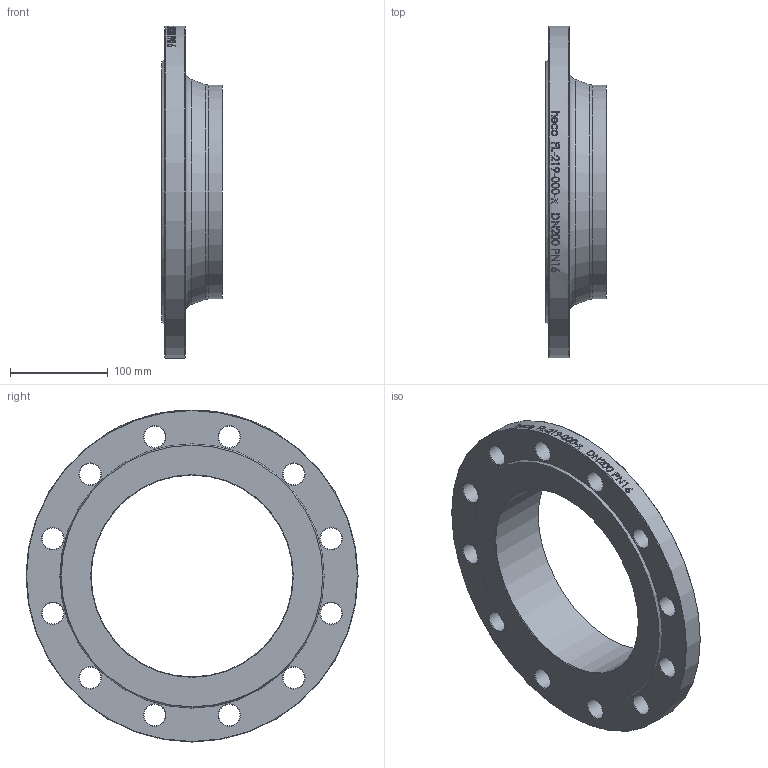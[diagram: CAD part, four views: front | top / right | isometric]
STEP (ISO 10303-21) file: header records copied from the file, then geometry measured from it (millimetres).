
FILE_DESCRIPTION (( 'STEP AP214' ), '1' );
FILE_NAME ('FL-219-000-x Vorschweissflansch DN200 PN16 iso DIN2633 2304.STEP', '2023-04-26T06:43:37', ( '' ), ( '' ), 'SwSTEP 2.0', 'SolidWorks 2019', '' );
FILE_SCHEMA (( 'AUTOMOTIVE_DESIGN' ));
Length unit declared in the file: millimetre
Products named in the file (1): FL-219-000-x Vorschweissflansch DN200 PN16 iso DIN2633 2304
Bounding box: 62 x 340 x 340 mm (x, y, z)
Volume: 1403528.6 mm3; surface area: 206560.7 mm2
Topology: 1 solids, 1 shells, 86 faces, 365 edges, 318 vertices
Faces by surface type: cylinder 51, cone 29, plane 4, torus 2
Full cylindrical faces by diameter (mm): 22 x12, 206.5 x1, 219.1 x1, 340 x1
Entity records: 9485 total; most frequent: CARTESIAN_POINT 6422, ORIENTED_EDGE 604, DIRECTION 438, VERTEX_POINT 302, EDGE_CURVE 302, AXIS2_PLACEMENT_3D 200, EDGE_LOOP 196, B_SPLINE_CURVE_WITH_KNOTS 151
